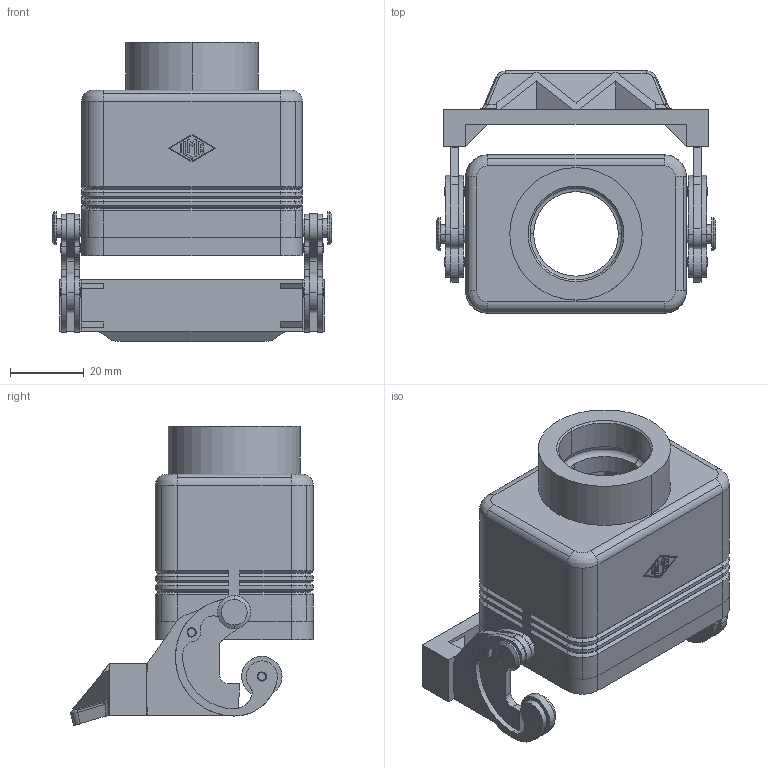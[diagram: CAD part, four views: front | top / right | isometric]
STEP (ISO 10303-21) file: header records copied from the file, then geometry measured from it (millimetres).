
FILE_DESCRIPTION((''),'2;1');
FILE_NAME('MHV 06 LG25.stp','2006-12-12T11:01:50',('gembarski'),(''),'Autodesk Inventor 7','Autodesk Inventor 7','');
FILE_SCHEMA(('AUTOMOTIVE_DESIGN { 1 0 10303 214 1 1 1 1 }'));
Length unit declared in the file: millimetre
Products named in the file (1): CHV Tüllengehäuse 1 Bügel für einen Einsatz
Bounding box: 76 x 65.99 x 81.32 mm (x, y, z)
Volume: 57261.4 mm3; surface area: 33166.9 mm2
Topology: 1 solids, 3 shells, 559 faces, 1426 edges, 888 vertices
Faces by surface type: plane 197, bspline 158, cylinder 144, cone 52, torus 8
Entity records: 18762 total; most frequent: CARTESIAN_POINT 5340, ORIENTED_EDGE 2832, DIRECTION 2796, EDGE_CURVE 1416, AXIS2_PLACEMENT_3D 978, VERTEX_POINT 888, VECTOR 840, LINE 840
